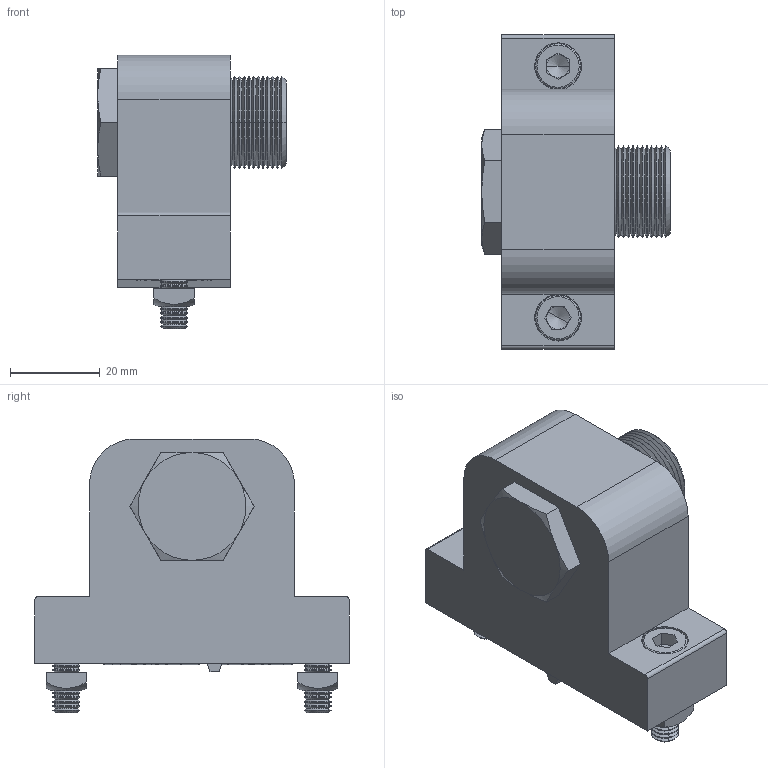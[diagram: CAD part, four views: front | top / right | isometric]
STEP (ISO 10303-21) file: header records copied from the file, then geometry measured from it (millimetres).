
FILE_DESCRIPTION (( 'STEP AP214' ), '1' );
FILE_NAME ('SIC-M231.000.001.STEP', '2019-02-19T12:34:45', ( '' ), ( '' ), 'SwSTEP 2.0', 'SolidWorks 2018', '' );
FILE_SCHEMA (( 'AUTOMOTIVE_DESIGN' ));
Length unit declared in the file: millimetre
Products named in the file (1): SIC-M231.000.001
Bounding box: 42 x 70 x 61 mm (x, y, z)
Volume: 53860.4 mm3; surface area: 24635.5 mm2
Topology: 9 solids, 9 shells, 436 faces, 1058 edges, 638 vertices
Faces by surface type: cone 204, cylinder 137, plane 75, torus 16, sphere 4
Entity records: 18676 total; most frequent: CARTESIAN_POINT 3172, DIRECTION 2467, ORIENTED_EDGE 2104, EDGE_CURVE 1052, AXIS2_PLACEMENT_3D 1008, VERTEX_POINT 638, CIRCLE 571, EDGE_LOOP 462
